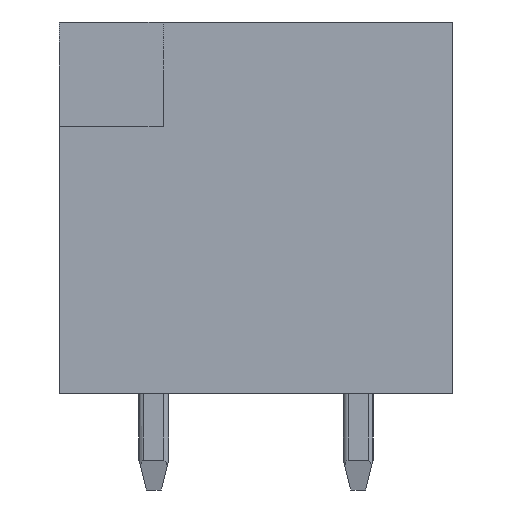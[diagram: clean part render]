
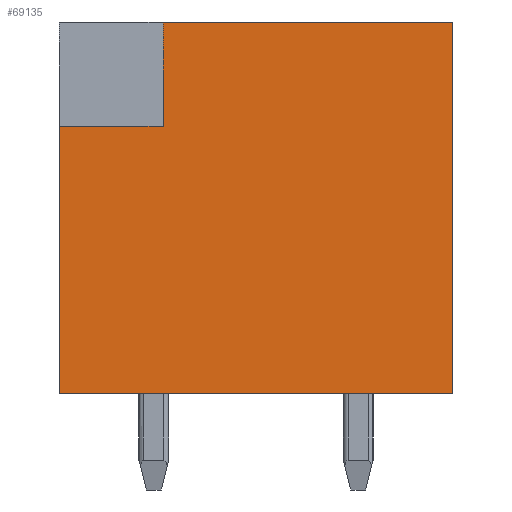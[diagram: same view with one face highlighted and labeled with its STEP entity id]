
A CAD part, left-side view. The second image highlights one B-rep face of the part: STEP entity #69135.
In plain terms, the highlighted planar face has unit normal (-1, 0, 0).
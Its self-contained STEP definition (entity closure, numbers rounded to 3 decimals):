
#9=DIRECTION('',(0.,1.,0.));
#10=VECTOR('',#9,10.6);
#11=CARTESIAN_POINT('',(-87.9,-5.3,-6.3));
#12=LINE('',#11,#10);
#3632=DIRECTION('',(0.,1.,0.));
#3633=VECTOR('',#3632,7.8);
#3634=CARTESIAN_POINT('',(-87.9,-5.3,3.7));
#3635=LINE('',#3634,#3633);
#26764=DIRECTION('',(0.,-1.,0.));
#26765=VECTOR('',#26764,2.8);
#26766=CARTESIAN_POINT('',(-87.9,5.3,0.9));
#26767=LINE('',#26766,#26765);
#26768=DIRECTION('',(0.,0.,-1.));
#26769=VECTOR('',#26768,2.8);
#26770=CARTESIAN_POINT('',(-87.9,2.5,3.7));
#26771=LINE('',#26770,#26769);
#26772=DIRECTION('',(0.,0.,-1.));
#26773=VECTOR('',#26772,10.);
#26774=CARTESIAN_POINT('',(-87.9,-5.3,3.7));
#26775=LINE('',#26774,#26773);
#26780=DIRECTION('',(0.,0.,-1.));
#26781=VECTOR('',#26780,7.2);
#26782=CARTESIAN_POINT('',(-87.9,5.3,0.9));
#26783=LINE('',#26782,#26781);
#33943=CARTESIAN_POINT('',(-87.9,-5.3,-6.3));
#33944=CARTESIAN_POINT('',(-87.9,5.3,-6.3));
#33945=VERTEX_POINT('',#33943);
#33946=VERTEX_POINT('',#33944);
#33947=CARTESIAN_POINT('',(-87.9,-5.3,3.7));
#33948=VERTEX_POINT('',#33947);
#33983=CARTESIAN_POINT('',(-87.9,2.5,0.9));
#33984=VERTEX_POINT('',#33983);
#33987=CARTESIAN_POINT('',(-87.9,5.3,0.9));
#33988=VERTEX_POINT('',#33987);
#33991=CARTESIAN_POINT('',(-87.9,2.5,3.7));
#33992=VERTEX_POINT('',#33991);
#69121=CARTESIAN_POINT('',(-87.9,-5.3,3.7));
#69122=DIRECTION('',(1.,0.,0.));
#69123=DIRECTION('',(0.,1.,0.));
#69124=AXIS2_PLACEMENT_3D('',#69121,#69122,#69123);
#69125=PLANE('',#69124);
#69126=ORIENTED_EDGE('',*,*,#69101,.T.);
#69127=ORIENTED_EDGE('',*,*,#69116,.F.);
#69128=ORIENTED_EDGE('',*,*,#36680,.F.);
#69129=ORIENTED_EDGE('',*,*,#34000,.T.);
#69130=ORIENTED_EDGE('',*,*,#34016,.T.);
#69132=ORIENTED_EDGE('',*,*,#69131,.F.);
#69133=EDGE_LOOP('',(#69126,#69127,#69128,#69129,#69130,#69132));
#69134=FACE_OUTER_BOUND('',#69133,.F.);
#69135=ADVANCED_FACE('',(#69134),#69125,.F.);
#34000=EDGE_CURVE('',#33948,#33945,#26775,.T.);
#34016=EDGE_CURVE('',#33945,#33946,#12,.T.);
#36680=EDGE_CURVE('',#33948,#33992,#3635,.T.);
#69101=EDGE_CURVE('',#33988,#33984,#26767,.T.);
#69116=EDGE_CURVE('',#33992,#33984,#26771,.T.);
#69131=EDGE_CURVE('',#33988,#33946,#26783,.T.);
